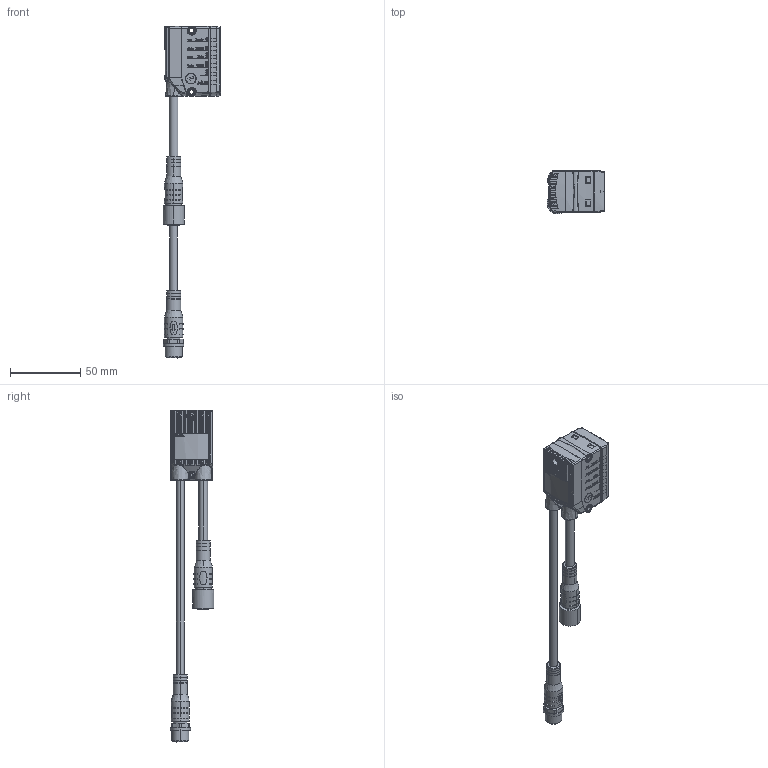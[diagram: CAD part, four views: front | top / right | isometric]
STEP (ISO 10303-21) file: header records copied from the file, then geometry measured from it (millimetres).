
FILE_DESCRIPTION(('OneSpaceDesigner STEP Export'),'2;1');
FILE_NAME('S276136_Lector61x_Dummy.stp','2021-04-01T10:31:52',('SICK AG'),('SICK AG'),'Creo Elements/Direct Modeling STEP processor for AP214 (Solid Model)','Creo Elements/Direct Modeling 19.0G 27-Nov-2017 (C) Parametric Technology GmbH','');
FILE_SCHEMA(('AUTOMOTIVE_DESIGN { 1 0 10303 214 1 1 1 1 }'));
Length unit declared in the file: millimetre
Products named in the file (2): Lector61x_Dummy; S276136_Lector61x_Dummy
Assembly tree (1 placements, depth 2):
  S276136_Lector61x_Dummy
    Lector61x_Dummy
Bounding box: 41.15 x 31.05 x 235.62 mm (x, y, z)
Volume: 69352.7 mm3; surface area: 19942.8 mm2
Topology: 1 solids, 5 shells, 2018 faces, 6794 edges, 4905 vertices
Faces by surface type: bspline 826, plane 495, cylinder 452, torus 82, extrusion 68, cone 59, sphere 36
Entity records: 190548 total; most frequent: CARTESIAN_POINT 133702, ORIENTED_EDGE 13452, EDGE_CURVE 6726, DIRECTION 6383, VERTEX_POINT 4904, VECTOR 3057, LINE 3010, EDGE_LOOP 2206
